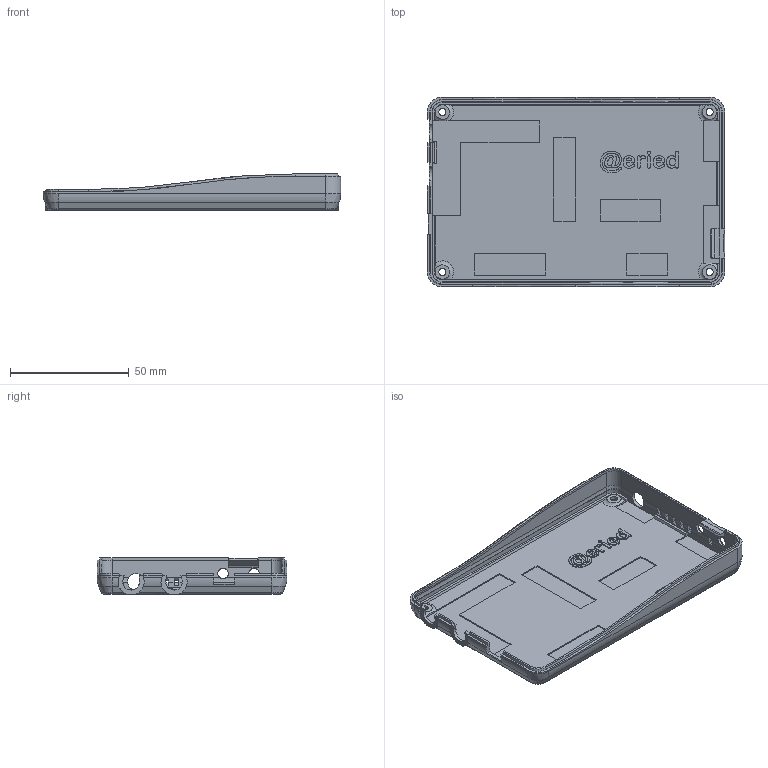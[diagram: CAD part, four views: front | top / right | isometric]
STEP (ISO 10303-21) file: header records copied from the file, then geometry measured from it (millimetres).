
FILE_DESCRIPTION(/* description */ (''),/* implementation_level */ '2;1');
FILE_NAME(/* name */ 'revisited_down.stp',/* time_stamp */ '2023-04-11T09:54:16+02:00',/* author */ ('erwin'),/* organization */ (''),/* preprocessor_version */ 'ST-DEVELOPER v18.1',/* originating_system */ 'Autodesk Inventor 2022',/* authorisation */ '');
FILE_SCHEMA (('AUTOMOTIVE_DESIGN { 1 0 10303 214 3 1 1 }'));
Length unit declared in the file: millimetre
Products named in the file (1): revisited_down
Bounding box: 124.93 x 79.81 x 15.24 mm (x, y, z)
Volume: 24238.7 mm3; surface area: 28011.8 mm2
Topology: 1 solids, 1 shells, 418 faces, 1132 edges, 724 vertices
Faces by surface type: plane 188, bspline 143, cylinder 69, cone 10, torus 8
Full cylindrical faces by diameter (mm): 3.008 x4, 4.411 x2, 6.016 x4, 7.019 x1
Entity records: 15441 total; most frequent: CARTESIAN_POINT 5774, ORIENTED_EDGE 2264, DIRECTION 1558, EDGE_CURVE 1132, VERTEX_POINT 724, LINE 604, VECTOR 604, AXIS2_PLACEMENT_3D 477
